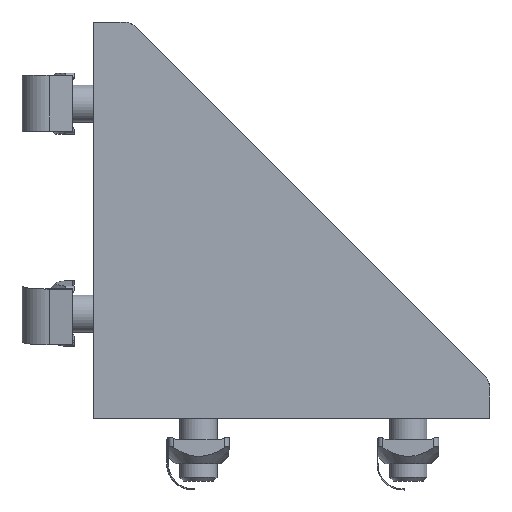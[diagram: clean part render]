
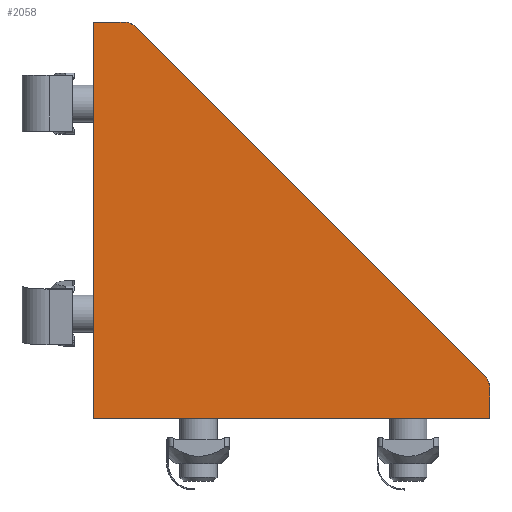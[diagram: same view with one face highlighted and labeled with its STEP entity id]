
A CAD part, top view. The second image highlights one B-rep face of the part: STEP entity #2058.
In plain terms, the highlighted planar face has unit normal (0, 0, 1).
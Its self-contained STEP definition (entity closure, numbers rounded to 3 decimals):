
#148=PLANE('',#2325);
#244=FACE_OUTER_BOUND('',#362,.T.);
#362=EDGE_LOOP('',(#1715,#1716,#1717,#1718,#1719,#1720,#1721));
#484=LINE('',#3318,#663);
#540=LINE('',#3467,#719);
#542=LINE('',#3471,#721);
#543=LINE('',#3474,#722);
#545=LINE('',#3477,#724);
#663=VECTOR('',#2597,10.);
#719=VECTOR('',#2769,10.);
#721=VECTOR('',#2773,10.);
#722=VECTOR('',#2776,10.);
#724=VECTOR('',#2780,10.);
#824=CIRCLE('',#2252,4.);
#829=CIRCLE('',#2260,4.);
#935=VERTEX_POINT('',#3272);
#936=VERTEX_POINT('',#3274);
#946=VERTEX_POINT('',#3301);
#947=VERTEX_POINT('',#3303);
#952=VERTEX_POINT('',#3317);
#988=VERTEX_POINT('',#3469);
#989=VERTEX_POINT('',#3473);
#1145=EDGE_CURVE('',#935,#936,#824,.T.);
#1160=EDGE_CURVE('',#946,#947,#829,.T.);
#1167=EDGE_CURVE('',#947,#952,#484,.T.);
#1241=EDGE_CURVE('',#936,#946,#540,.T.);
#1243=EDGE_CURVE('',#988,#935,#542,.T.);
#1244=EDGE_CURVE('',#952,#989,#543,.T.);
#1246=EDGE_CURVE('',#989,#988,#545,.T.);
#1715=ORIENTED_EDGE('',*,*,#1145,.F.);
#1716=ORIENTED_EDGE('',*,*,#1243,.F.);
#1717=ORIENTED_EDGE('',*,*,#1246,.F.);
#1718=ORIENTED_EDGE('',*,*,#1244,.F.);
#1719=ORIENTED_EDGE('',*,*,#1167,.F.);
#1720=ORIENTED_EDGE('',*,*,#1160,.F.);
#1721=ORIENTED_EDGE('',*,*,#1241,.F.);
#2058=ADVANCED_FACE('',(#244),#148,.T.);
#2252=AXIS2_PLACEMENT_3D('',#3275,#2558,#2559);
#2260=AXIS2_PLACEMENT_3D('',#3304,#2584,#2585);
#2325=AXIS2_PLACEMENT_3D('',#3478,#2781,#2782);
#2558=DIRECTION('center_axis',(0.,0.,-1.));
#2559=DIRECTION('ref_axis',(0.383,0.924,0.));
#2584=DIRECTION('center_axis',(0.,0.,-1.));
#2585=DIRECTION('ref_axis',(0.924,0.383,0.));
#2597=DIRECTION('',(0.,-1.,0.));
#2769=DIRECTION('',(0.707,-0.707,0.));
#2773=DIRECTION('',(1.,0.,0.));
#2776=DIRECTION('',(-1.,0.,0.));
#2780=DIRECTION('',(0.,1.,0.));
#2781=DIRECTION('center_axis',(0.,0.,1.));
#2782=DIRECTION('ref_axis',(1.,0.,0.));
#3272=CARTESIAN_POINT('',(6.343,85.,20.25));
#3274=CARTESIAN_POINT('',(9.172,83.828,20.25));
#3275=CARTESIAN_POINT('Origin',(6.343,81.,20.25));
#3301=CARTESIAN_POINT('',(83.828,9.172,20.25));
#3303=CARTESIAN_POINT('',(85.,6.343,20.25));
#3304=CARTESIAN_POINT('Origin',(81.,6.343,20.25));
#3317=CARTESIAN_POINT('',(85.,0.,20.25));
#3318=CARTESIAN_POINT('',(85.,8.,20.25));
#3467=CARTESIAN_POINT('',(8.,85.,20.25));
#3469=CARTESIAN_POINT('',(0.,85.,20.25));
#3471=CARTESIAN_POINT('',(0.,85.,20.25));
#3473=CARTESIAN_POINT('',(0.,0.,20.25));
#3474=CARTESIAN_POINT('',(85.,0.,20.25));
#3477=CARTESIAN_POINT('',(0.,0.,20.25));
#3478=CARTESIAN_POINT('Origin',(31.835,31.835,20.25));
